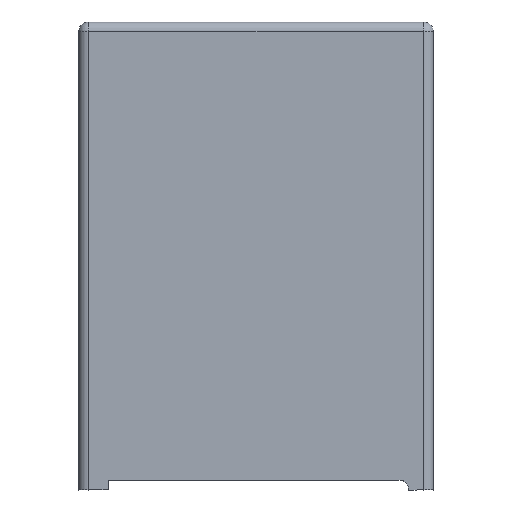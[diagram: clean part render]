
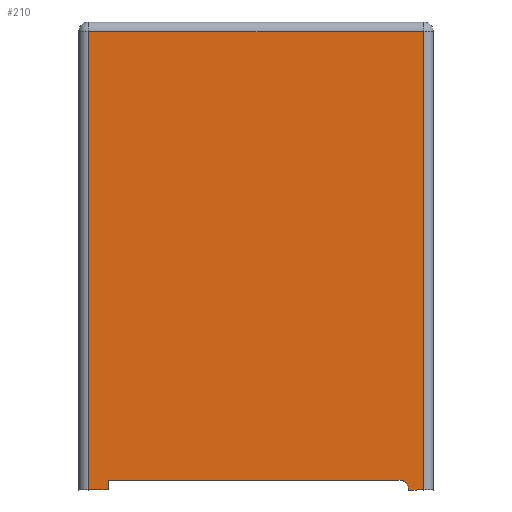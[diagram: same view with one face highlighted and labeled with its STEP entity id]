
A CAD part, front view. The second image highlights one B-rep face of the part: STEP entity #210.
In plain terms, the highlighted planar face has unit normal (0, -1, 0).
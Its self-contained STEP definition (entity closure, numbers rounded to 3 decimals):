
#22 = VERTEX_POINT('',#23);
#23 = CARTESIAN_POINT('',(3.4,-2.25,0.));
#102 = EDGE_CURVE('',#22,#103,#105,.T.);
#103 = VERTEX_POINT('',#104);
#104 = CARTESIAN_POINT('',(3.4,-2.25,9.3));
#105 = LINE('',#106,#107);
#106 = CARTESIAN_POINT('',(3.4,-2.25,0.));
#107 = VECTOR('',#108,1.);
#108 = DIRECTION('',(0.,0.,1.));
#137 = VERTEX_POINT('',#138);
#138 = CARTESIAN_POINT('',(3.1,-2.25,0.));
#144 = EDGE_CURVE('',#137,#22,#145,.T.);
#145 = LINE('',#146,#147);
#146 = CARTESIAN_POINT('',(-3.4,-2.25,0.));
#147 = VECTOR('',#148,1.);
#148 = DIRECTION('',(1.,0.,0.));
#210 = ADVANCED_FACE('',(#211),#278,.F.);
#211 = FACE_BOUND('',#212,.F.);
#212 = EDGE_LOOP('',(#213,#214,#223,#231,#239,#247,#255,#263,#271,#277)
  );
#213 = ORIENTED_EDGE('',*,*,#144,.F.);
#214 = ORIENTED_EDGE('',*,*,#215,.T.);
#215 = EDGE_CURVE('',#137,#216,#218,.T.);
#216 = VERTEX_POINT('',#217);
#217 = CARTESIAN_POINT('',(3.,-2.25,0.173));
#218 = CIRCLE('',#219,0.2);
#219 = AXIS2_PLACEMENT_3D('',#220,#221,#222);
#220 = CARTESIAN_POINT('',(2.9,-2.25,0.));
#221 = DIRECTION('',(0.,-1.,0.));
#222 = DIRECTION('',(1.,0.,0.));
#223 = ORIENTED_EDGE('',*,*,#224,.F.);
#224 = EDGE_CURVE('',#225,#216,#227,.T.);
#225 = VERTEX_POINT('',#226);
#226 = CARTESIAN_POINT('',(3.,-2.25,0.2));
#227 = LINE('',#228,#229);
#228 = CARTESIAN_POINT('',(3.,-2.25,-0.5));
#229 = VECTOR('',#230,1.);
#230 = DIRECTION('',(0.,0.,-1.));
#231 = ORIENTED_EDGE('',*,*,#232,.F.);
#232 = EDGE_CURVE('',#233,#225,#235,.T.);
#233 = VERTEX_POINT('',#234);
#234 = CARTESIAN_POINT('',(2.9,-2.25,0.2));
#235 = LINE('',#236,#237);
#236 = CARTESIAN_POINT('',(-3.2,-2.25,0.2));
#237 = VECTOR('',#238,1.);
#238 = DIRECTION('',(1.,0.,0.));
#239 = ORIENTED_EDGE('',*,*,#240,.F.);
#240 = EDGE_CURVE('',#241,#233,#243,.T.);
#241 = VERTEX_POINT('',#242);
#242 = CARTESIAN_POINT('',(-3.,-2.25,0.2));
#243 = LINE('',#244,#245);
#244 = CARTESIAN_POINT('',(-3.2,-2.25,0.2));
#245 = VECTOR('',#246,1.);
#246 = DIRECTION('',(1.,0.,0.));
#247 = ORIENTED_EDGE('',*,*,#248,.T.);
#248 = EDGE_CURVE('',#241,#249,#251,.T.);
#249 = VERTEX_POINT('',#250);
#250 = CARTESIAN_POINT('',(-3.,-2.25,0.));
#251 = LINE('',#252,#253);
#252 = CARTESIAN_POINT('',(-3.,-2.25,-0.5));
#253 = VECTOR('',#254,1.);
#254 = DIRECTION('',(0.,0.,-1.));
#255 = ORIENTED_EDGE('',*,*,#256,.F.);
#256 = EDGE_CURVE('',#257,#249,#259,.T.);
#257 = VERTEX_POINT('',#258);
#258 = CARTESIAN_POINT('',(-3.4,-2.25,0.));
#259 = LINE('',#260,#261);
#260 = CARTESIAN_POINT('',(-3.4,-2.25,0.));
#261 = VECTOR('',#262,1.);
#262 = DIRECTION('',(1.,0.,0.));
#263 = ORIENTED_EDGE('',*,*,#264,.T.);
#264 = EDGE_CURVE('',#257,#265,#267,.T.);
#265 = VERTEX_POINT('',#266);
#266 = CARTESIAN_POINT('',(-3.4,-2.25,9.3));
#267 = LINE('',#268,#269);
#268 = CARTESIAN_POINT('',(-3.4,-2.25,0.));
#269 = VECTOR('',#270,1.);
#270 = DIRECTION('',(0.,0.,1.));
#271 = ORIENTED_EDGE('',*,*,#272,.T.);
#272 = EDGE_CURVE('',#265,#103,#273,.T.);
#273 = LINE('',#274,#275);
#274 = CARTESIAN_POINT('',(-3.4,-2.25,9.3));
#275 = VECTOR('',#276,1.);
#276 = DIRECTION('',(1.,0.,0.));
#277 = ORIENTED_EDGE('',*,*,#102,.F.);
#278 = PLANE('',#279);
#279 = AXIS2_PLACEMENT_3D('',#280,#281,#282);
#280 = CARTESIAN_POINT('',(-3.4,-2.25,0.));
#281 = DIRECTION('',(0.,1.,0.));
#282 = DIRECTION('',(0.,0.,1.));
